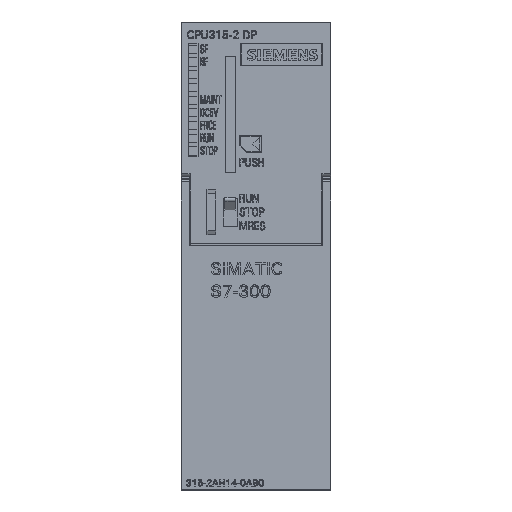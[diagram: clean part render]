
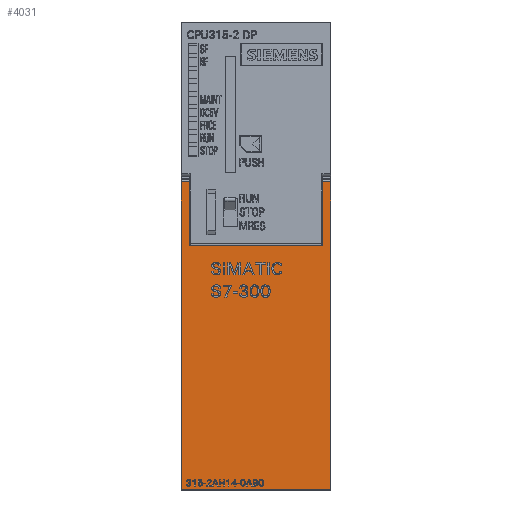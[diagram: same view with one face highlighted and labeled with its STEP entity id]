
A CAD part, top view. The second image highlights one B-rep face of the part: STEP entity #4031.
In plain terms, the highlighted face is planar.
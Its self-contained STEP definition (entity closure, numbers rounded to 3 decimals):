
#4031=ADVANCED_FACE('',(#7022),#5509,.F.);
#5509=PLANE('',#32514);
#7022=FACE_OUTER_BOUND('',#8796,.T.);
#8796=EDGE_LOOP('',(#15828,#15829,#15830,#15831,#15832,#15833,#15834,#15835,
#15836,#15837));
#15828=ORIENTED_EDGE('',*,*,#23205,.F.);
#15829=ORIENTED_EDGE('',*,*,#23146,.F.);
#15830=ORIENTED_EDGE('',*,*,#23210,.T.);
#15831=ORIENTED_EDGE('',*,*,#23218,.T.);
#15832=ORIENTED_EDGE('',*,*,#23219,.T.);
#15833=ORIENTED_EDGE('',*,*,#23163,.F.);
#15834=ORIENTED_EDGE('',*,*,#23220,.F.);
#15835=ORIENTED_EDGE('',*,*,#23221,.F.);
#15836=ORIENTED_EDGE('',*,*,#23216,.T.);
#15837=ORIENTED_EDGE('',*,*,#23137,.F.);
#19352=VERTEX_POINT('',#52173);
#19353=VERTEX_POINT('',#52175);
#19361=VERTEX_POINT('',#52192);
#19362=VERTEX_POINT('',#52194);
#19376=VERTEX_POINT('',#52227);
#19377=VERTEX_POINT('',#52229);
#19405=VERTEX_POINT('',#52322);
#19408=VERTEX_POINT('',#52334);
#19409=VERTEX_POINT('',#52338);
#19410=VERTEX_POINT('',#52341);
#23137=EDGE_CURVE('',#19352,#19353,#26798,.T.);
#23146=EDGE_CURVE('',#19361,#19362,#26802,.T.);
#23163=EDGE_CURVE('',#19376,#19377,#26817,.T.);
#23205=EDGE_CURVE('',#19362,#19352,#26857,.T.);
#23210=EDGE_CURVE('',#19361,#19405,#26861,.T.);
#23216=EDGE_CURVE('',#19408,#19353,#26865,.T.);
#23218=EDGE_CURVE('',#19405,#19409,#26866,.T.);
#23219=EDGE_CURVE('',#19409,#19377,#26867,.T.);
#23220=EDGE_CURVE('',#19410,#19376,#26868,.T.);
#23221=EDGE_CURVE('',#19408,#19410,#26869,.T.);
#26798=LINE('',#52174,#30470);
#26802=LINE('',#52193,#30474);
#26817=LINE('',#52228,#30489);
#26857=LINE('',#52311,#30529);
#26861=LINE('',#52321,#30533);
#26865=LINE('',#52333,#30537);
#26866=LINE('',#52337,#30538);
#26867=LINE('',#52339,#30539);
#26868=LINE('',#52340,#30540);
#26869=LINE('',#52342,#30541);
#30470=VECTOR('',#38544,1.);
#30474=VECTOR('',#38560,1.);
#30489=VECTOR('',#38585,1.);
#30529=VECTOR('',#38659,1.);
#30533=VECTOR('',#38671,1.);
#30537=VECTOR('',#38685,1.);
#30538=VECTOR('',#38690,1.);
#30539=VECTOR('',#38691,1.);
#30540=VECTOR('',#38692,1.);
#30541=VECTOR('',#38693,1.);
#32514=AXIS2_PLACEMENT_3D('',#52343,#38694,#38695);
#38544=DIRECTION('',(0.,0.,-1.));
#38560=DIRECTION('',(0.,0.,1.));
#38585=DIRECTION('',(-1.,0.,0.));
#38659=DIRECTION('',(1.,0.,0.));
#38671=DIRECTION('',(-1.,0.,0.));
#38685=DIRECTION('',(-1.,0.,0.));
#38690=DIRECTION('',(0.,0.,1.));
#38691=DIRECTION('',(0.,0.,1.));
#38692=DIRECTION('',(0.,0.,1.));
#38693=DIRECTION('',(0.,0.,1.));
#38694=DIRECTION('',(0.,-1.,0.));
#38695=DIRECTION('',(0.,0.,-1.));
#52173=CARTESIAN_POINT('',(17.8,1.8,0.));
#52174=CARTESIAN_POINT('',(17.8,1.8,0.));
#52175=CARTESIAN_POINT('',(17.8,1.8,-17.322));
#52192=CARTESIAN_POINT('',(-17.8,1.8,-17.322));
#52193=CARTESIAN_POINT('',(-17.8,1.8,-24.822));
#52194=CARTESIAN_POINT('',(-17.8,1.8,0.));
#52227=CARTESIAN_POINT('',(20.,1.8,65.1));
#52228=CARTESIAN_POINT('',(20.,1.8,65.1));
#52229=CARTESIAN_POINT('',(-20.,1.8,65.1));
#52311=CARTESIAN_POINT('',(-17.8,1.8,0.));
#52321=CARTESIAN_POINT('',(20.,1.8,-17.322));
#52322=CARTESIAN_POINT('',(-20.,1.8,-17.322));
#52333=CARTESIAN_POINT('',(20.,1.8,-17.322));
#52334=CARTESIAN_POINT('',(20.,1.8,-17.322));
#52337=CARTESIAN_POINT('',(-20.,1.8,-17.322));
#52338=CARTESIAN_POINT('',(-20.,1.8,-12.015));
#52339=CARTESIAN_POINT('',(-20.,1.8,1.));
#52340=CARTESIAN_POINT('',(20.,1.8,-12.015));
#52341=CARTESIAN_POINT('',(20.,1.8,-12.015));
#52342=CARTESIAN_POINT('',(20.,1.8,-17.322));
#52343=CARTESIAN_POINT('',(20.,1.8,1.));
